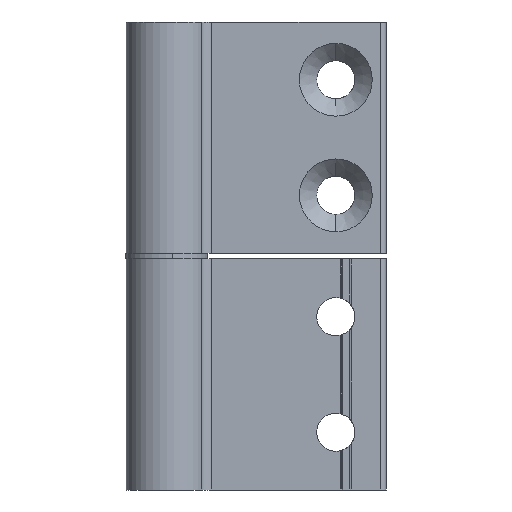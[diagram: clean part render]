
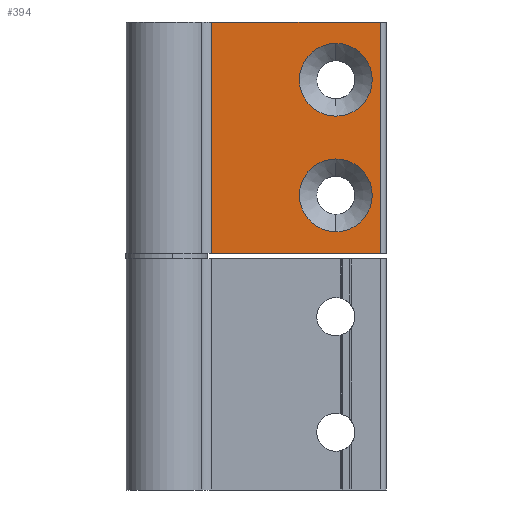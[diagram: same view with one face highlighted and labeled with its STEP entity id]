
A CAD part, front view. The second image highlights one B-rep face of the part: STEP entity #394.
In plain terms, the highlighted face is planar.
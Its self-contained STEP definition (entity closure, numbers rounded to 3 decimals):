
#390 = EDGE_CURVE ( 'NONE', #1242, #5375, #3096, .T. ) ;
#392 = EDGE_LOOP ( 'NONE', ( #404, #403 ) ) ;
#394 = ADVANCED_FACE ( 'NONE', ( #3086, #3081, #3093 ), #3079, .F. ) ;
#395 = EDGE_LOOP ( 'NONE', ( #411, #418, #423, #422 ) ) ;
#401 = ORIENTED_EDGE ( 'NONE', *, *, #405, .F. ) ;
#402 = ORIENTED_EDGE ( 'NONE', *, *, #4886, .F. ) ;
#403 = ORIENTED_EDGE ( 'NONE', *, *, #4893, .F. ) ;
#404 = ORIENTED_EDGE ( 'NONE', *, *, #390, .F. ) ;
#405 = EDGE_CURVE ( 'NONE', #4885, #4890, #3095, .T. ) ;
#411 = ORIENTED_EDGE ( 'NONE', *, *, #2273, .T. ) ;
#414 = EDGE_LOOP ( 'NONE', ( #401, #402 ) ) ;
#418 = ORIENTED_EDGE ( 'NONE', *, *, #434, .F. ) ;
#422 = ORIENTED_EDGE ( 'NONE', *, *, #425, .T. ) ;
#423 = ORIENTED_EDGE ( 'NONE', *, *, #2293, .F. ) ;
#425 = EDGE_CURVE ( 'NONE', #2155, #2008, #3119, .T. ) ;
#434 = EDGE_CURVE ( 'NONE', #2304, #2006, #3163, .T. ) ;
#1242 = VERTEX_POINT ( 'NONE', #3627 ) ;
#1481 = CARTESIAN_POINT ( 'NONE',  ( 29.294, 2.5, 23.7 ) ) ;
#2006 = VERTEX_POINT ( 'NONE', #3655 ) ;
#2008 = VERTEX_POINT ( 'NONE', #3644 ) ;
#2155 = VERTEX_POINT ( 'NONE', #3946 ) ;
#2273 = EDGE_CURVE ( 'NONE', #2008, #2006, #4117, .T. ) ;
#2293 = EDGE_CURVE ( 'NONE', #2155, #2304, #4133, .T. ) ;
#2304 = VERTEX_POINT ( 'NONE', #4135 ) ;
#3075 = DIRECTION ( 'NONE',  ( 1., 0., 0. ) ) ;
#3076 = DIRECTION ( 'NONE',  ( 0., -1., 0. ) ) ;
#3079 = PLANE ( 'NONE',  #3102 ) ;
#3081 = FACE_BOUND ( 'NONE', #414, .T. ) ;
#3086 = FACE_BOUND ( 'NONE', #392, .T. ) ;
#3087 = CARTESIAN_POINT ( 'NONE',  ( 37., 2.5, 40. ) ) ;
#3088 = DIRECTION ( 'NONE',  ( 0., 0., 1. ) ) ;
#3089 = DIRECTION ( 'NONE',  ( 0., 1., 0. ) ) ;
#3090 = CARTESIAN_POINT ( 'NONE',  ( 29.294, 2.5, 30. ) ) ;
#3091 = AXIS2_PLACEMENT_3D ( 'NONE', #3090, #3089, #3088 ) ;
#3093 = FACE_OUTER_BOUND ( 'NONE', #395, .T. ) ;
#3095 = CIRCLE ( 'NONE', #3128, 6.3 ) ;
#3096 = CIRCLE ( 'NONE', #3091, 6.3 ) ;
#3102 = AXIS2_PLACEMENT_3D ( 'NONE', #3087, #3076, #3075 ) ;
#3105 = CARTESIAN_POINT ( 'NONE',  ( 7.794, 2.5, 40. ) ) ;
#3108 = DIRECTION ( 'NONE',  ( 0., 0., -1. ) ) ;
#3109 = VECTOR ( 'NONE', #3108, 1000. ) ;
#3118 = CARTESIAN_POINT ( 'NONE',  ( 37., 2.5, 40. ) ) ;
#3119 = LINE ( 'NONE', #3118, #3109 ) ;
#3125 = DIRECTION ( 'NONE',  ( 0., 0., 1. ) ) ;
#3126 = DIRECTION ( 'NONE',  ( 0., 1., 0. ) ) ;
#3127 = CARTESIAN_POINT ( 'NONE',  ( 29.294, 2.5, 10. ) ) ;
#3128 = AXIS2_PLACEMENT_3D ( 'NONE', #3127, #3126, #3125 ) ;
#3161 = DIRECTION ( 'NONE',  ( 0., 0., -1. ) ) ;
#3162 = VECTOR ( 'NONE', #3161, 1000. ) ;
#3163 = LINE ( 'NONE', #3105, #3162 ) ;
#3627 = CARTESIAN_POINT ( 'NONE',  ( 29.294, 2.5, 36.3 ) ) ;
#3644 = CARTESIAN_POINT ( 'NONE',  ( 37., 2.5, 0. ) ) ;
#3655 = CARTESIAN_POINT ( 'NONE',  ( 7.794, 2.5, 0. ) ) ;
#3946 = CARTESIAN_POINT ( 'NONE',  ( 37., 2.5, 40. ) ) ;
#4108 = DIRECTION ( 'NONE',  ( -1., 0., 0. ) ) ;
#4109 = VECTOR ( 'NONE', #4108, 1000. ) ;
#4116 = CARTESIAN_POINT ( 'NONE',  ( 37., 2.5, 0. ) ) ;
#4117 = LINE ( 'NONE', #4116, #4109 ) ;
#4131 = VECTOR ( 'NONE', #4189, 1000. ) ;
#4132 = CARTESIAN_POINT ( 'NONE',  ( 37., 2.5, 40. ) ) ;
#4133 = LINE ( 'NONE', #4132, #4131 ) ;
#4135 = CARTESIAN_POINT ( 'NONE',  ( 7.794, 2.5, 40. ) ) ;
#4189 = DIRECTION ( 'NONE',  ( -1., 0., 0. ) ) ;
#4595 = CARTESIAN_POINT ( 'NONE',  ( 29.294, 2.5, 30. ) ) ;
#4600 = CARTESIAN_POINT ( 'NONE',  ( 29.294, 2.5, 3.7 ) ) ;
#4601 = DIRECTION ( 'NONE',  ( 0., 0., 1. ) ) ;
#4602 = DIRECTION ( 'NONE',  ( 0., 1., 0. ) ) ;
#4603 = CARTESIAN_POINT ( 'NONE',  ( 29.294, 2.5, 10. ) ) ;
#4604 = AXIS2_PLACEMENT_3D ( 'NONE', #4603, #4602, #4601 ) ;
#4610 = CIRCLE ( 'NONE', #4604, 6.3 ) ;
#4614 = CARTESIAN_POINT ( 'NONE',  ( 29.294, 2.5, 16.3 ) ) ;
#4615 = CIRCLE ( 'NONE', #4652, 6.3 ) ;
#4650 = DIRECTION ( 'NONE',  ( 0., 0., 1. ) ) ;
#4651 = DIRECTION ( 'NONE',  ( 0., 1., 0. ) ) ;
#4652 = AXIS2_PLACEMENT_3D ( 'NONE', #4595, #4651, #4650 ) ;
#4885 = VERTEX_POINT ( 'NONE', #4614 ) ;
#4886 = EDGE_CURVE ( 'NONE', #4890, #4885, #4610, .T. ) ;
#4890 = VERTEX_POINT ( 'NONE', #4600 ) ;
#4893 = EDGE_CURVE ( 'NONE', #5375, #1242, #4615, .T. ) ;
#5375 = VERTEX_POINT ( 'NONE', #1481 ) ;
